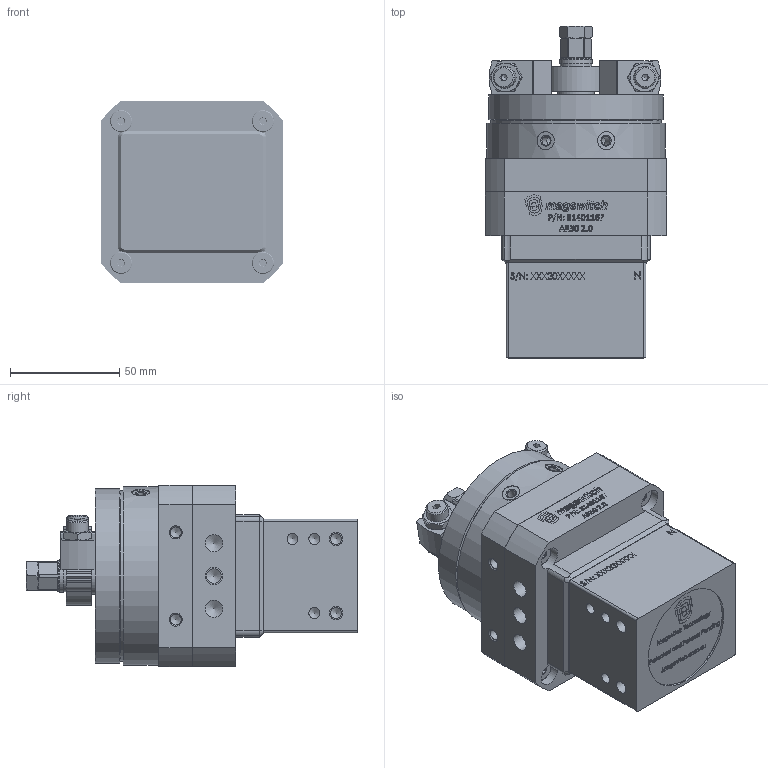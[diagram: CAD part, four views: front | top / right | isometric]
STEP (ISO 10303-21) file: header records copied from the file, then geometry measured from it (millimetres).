
FILE_DESCRIPTION(/* description */ (''),/* implementation_level */ '2;1');
FILE_NAME(/* name */ 'MS-81401167.stp',/* time_stamp */ '2020-07-16T15:12:58+02:00',/* author */ ('jve'),/* organization */ (''),/* preprocessor_version */ 'ST-DEVELOPER v17.2',/* originating_system */ 'Autodesk Inventor 2019',/* authorisation */ '');
FILE_SCHEMA (('CONFIG_CONTROL_DESIGN'));
Products named in the file (1): MS-81401167
Bounding box: 83.3 x 152.1 x 83.3 mm (x, y, z)
Volume: 427687.5 mm3; surface area: 137157.9 mm2
Topology: 25 solids, 25 shells, 4614 faces, 11658 edges, 7815 vertices
Faces by surface type: plane 3305, bspline 740, cylinder 330, cone 220, torus 19
Full cylindrical faces by diameter (mm): 1.567 x2, 3 x1, 4.134 x4, 4.2 x2, 4.4 x4, 4.701 x32, 4.917 x10, 5 x23, 5.3 x2, 5.5 x7, 5.7 x2, 6 x32, 6.8 x3, 8 x9, 8.3 x2, 8.5 x2, 8.566 x2, 8.6 x1, 8.917 x4, 9 x4, 10 x6, 10.5 x4, 14.3 x1, 14.5 x1, 15 x2, 17 x3, 20 x2, 30 x1, 32 x1, 38.5 x1
Entity records: 207389 total; most frequent: CARTESIAN_POINT 99972, ORIENTED_EDGE 23242, DIRECTION 19345, EDGE_CURVE 11621, VERTEX_POINT 7815, LINE 7805, VECTOR 7805, AXIS2_PLACEMENT_3D 5770
